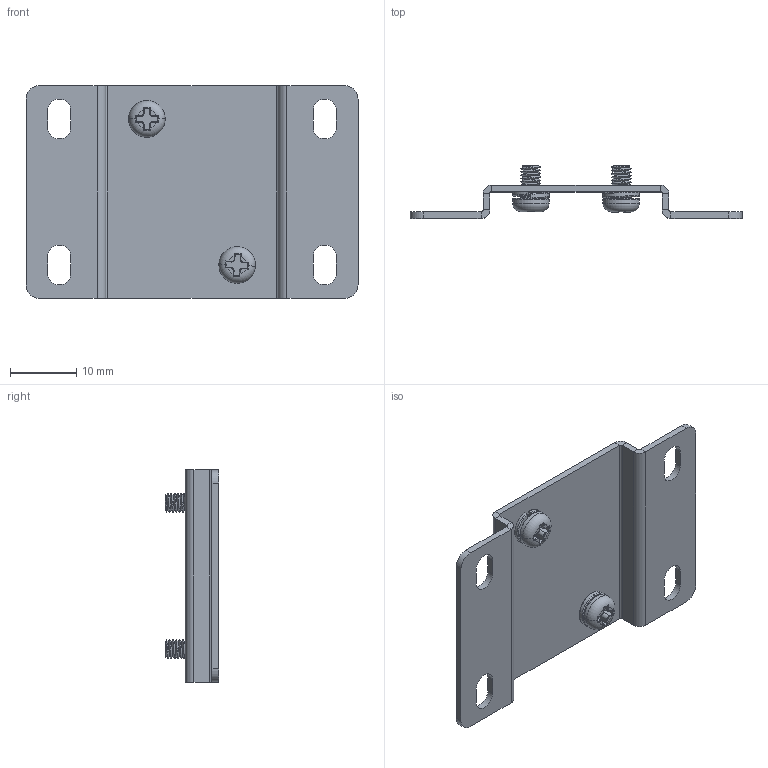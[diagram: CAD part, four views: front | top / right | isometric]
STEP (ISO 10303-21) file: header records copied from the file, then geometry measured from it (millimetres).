
FILE_DESCRIPTION((''),'2;1');
FILE_NAME('BT-27-1000L_SW0001','2021-01-29T',('Yahsin'),(''),'CREO PARAMETRIC BY PTC INC, 2014500','CREO PARAMETRIC BY PTC INC, 2014500','');
FILE_SCHEMA(('CONFIG_CONTROL_DESIGN'));
Length unit declared in the file: millimetre
Products named in the file (1): BT-27-1000L_SW0001
Bounding box: 50 x 8 x 32 mm (x, y, z)
Volume: 1860.4 mm3; surface area: 4088.9 mm2
Topology: 3 solids, 3 shells, 220 faces, 574 edges, 362 vertices
Faces by surface type: plane 80, cylinder 62, bspline 60, torus 16, cone 2
Entity records: 14560 total; most frequent: CARTESIAN_POINT 9584, ORIENTED_EDGE 1148, DIRECTION 856, EDGE_CURVE 574, VERTEX_POINT 362, AXIS2_PLACEMENT_3D 312, EDGE_LOOP 234, VECTOR 232
